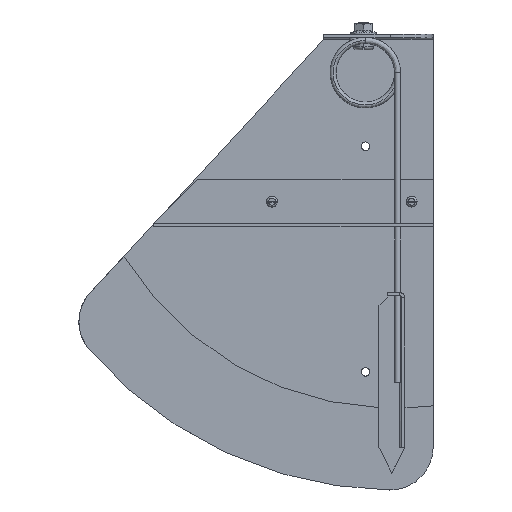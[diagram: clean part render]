
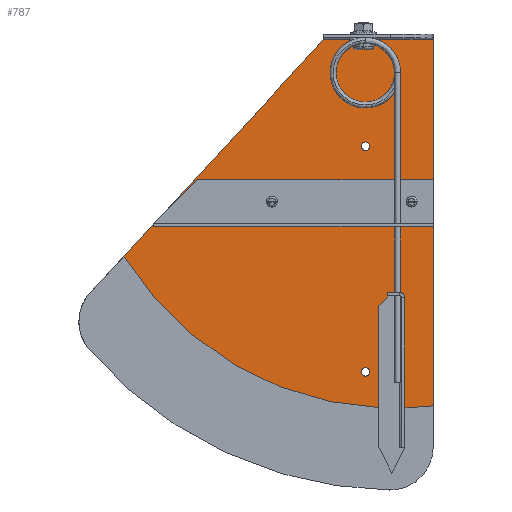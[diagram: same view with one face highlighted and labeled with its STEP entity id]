
A CAD part, top view. The second image highlights one B-rep face of the part: STEP entity #787.
In plain terms, the highlighted free-form (B-spline) face has degree [1, 1] with [2, 2] control points.
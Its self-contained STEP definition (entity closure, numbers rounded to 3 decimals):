
#24 = VERTEX_POINT('',#25);
#25 = CARTESIAN_POINT('',(103.18,47.717,
    129.087));
#30 = EDGE_CURVE('',#31,#24,#33,.T.);
#31 = VERTEX_POINT('',#32);
#32 = CARTESIAN_POINT('',(99.837,47.717,
    129.087));
#33 = ( BOUNDED_CURVE() B_SPLINE_CURVE(2,(#34,#35,#36,#37,#38),
.UNSPECIFIED.,.F.,.F.) B_SPLINE_CURVE_WITH_KNOTS((3,2,3),(3.142,
4.712,6.283),.PIECEWISE_BEZIER_KNOTS.) CURVE() 
GEOMETRIC_REPRESENTATION_ITEM() RATIONAL_B_SPLINE_CURVE((1.,
0.707,1.,0.707,1.)) REPRESENTATION_ITEM('') );
#34 = CARTESIAN_POINT('',(99.837,47.717,
    129.087));
#35 = CARTESIAN_POINT('',(99.837,46.045,
    129.087));
#36 = CARTESIAN_POINT('',(101.509,46.045,
    129.087));
#37 = CARTESIAN_POINT('',(103.18,46.045,
    129.087));
#38 = CARTESIAN_POINT('',(103.18,47.717,
    129.087));
#72 = VERTEX_POINT('',#73);
#73 = CARTESIAN_POINT('',(103.18,135.493,
    129.087));
#78 = EDGE_CURVE('',#79,#72,#81,.T.);
#79 = VERTEX_POINT('',#80);
#80 = CARTESIAN_POINT('',(99.837,135.493,
    129.087));
#81 = ( BOUNDED_CURVE() B_SPLINE_CURVE(2,(#82,#83,#84,#85,#86),
.UNSPECIFIED.,.F.,.F.) B_SPLINE_CURVE_WITH_KNOTS((3,2,3),(3.142,
4.712,6.283),.PIECEWISE_BEZIER_KNOTS.) CURVE() 
GEOMETRIC_REPRESENTATION_ITEM() RATIONAL_B_SPLINE_CURVE((1.,
0.707,1.,0.707,1.)) REPRESENTATION_ITEM('') );
#82 = CARTESIAN_POINT('',(99.837,135.493,
    129.087));
#83 = CARTESIAN_POINT('',(99.837,133.821,
    129.087));
#84 = CARTESIAN_POINT('',(101.509,133.821,
    129.087));
#85 = CARTESIAN_POINT('',(103.18,133.821,
    129.087));
#86 = CARTESIAN_POINT('',(103.18,135.493,
    129.087));
#626 = VERTEX_POINT('',#627);
#627 = CARTESIAN_POINT('',(110.836,1.767,
    129.087));
#641 = VERTEX_POINT('',#642);
#642 = CARTESIAN_POINT('',(127.814,18.484,
    129.087));
#647 = EDGE_CURVE('',#626,#641,#648,.T.);
#648 = ( BOUNDED_CURVE() B_SPLINE_CURVE(2,(#649,#650,#651),
.UNSPECIFIED.,.F.,.F.) B_SPLINE_CURVE_WITH_KNOTS((3,3),(4.697,
6.283),.PIECEWISE_BEZIER_KNOTS.) CURVE() 
GEOMETRIC_REPRESENTATION_ITEM() RATIONAL_B_SPLINE_CURVE((1.,
0.702,1.)) REPRESENTATION_ITEM('') );
#649 = CARTESIAN_POINT('',(110.836,1.767,
    129.087));
#650 = CARTESIAN_POINT('',(127.814,1.504,
    129.087));
#651 = CARTESIAN_POINT('',(127.814,18.484,
    129.087));
#666 = VERTEX_POINT('',#667);
#667 = CARTESIAN_POINT('',(-5.93,56.34,
    129.087));
#679 = EDGE_CURVE('',#666,#626,#680,.T.);
#680 = ( BOUNDED_CURVE() B_SPLINE_CURVE(2,(#681,#682,#683),
.UNSPECIFIED.,.F.,.F.) B_SPLINE_CURVE_WITH_KNOTS((3,3),(3.853,
4.697),.PIECEWISE_BEZIER_KNOTS.) CURVE() 
GEOMETRIC_REPRESENTATION_ITEM() RATIONAL_B_SPLINE_CURVE((1.,
0.912,1.)) REPRESENTATION_ITEM('') );
#681 = CARTESIAN_POINT('',(-5.93,56.34,
    129.087));
#682 = CARTESIAN_POINT('',(40.211,2.86,
    129.087));
#683 = CARTESIAN_POINT('',(110.836,1.767,
    129.087));
#698 = VERTEX_POINT('',#699);
#699 = CARTESIAN_POINT('',(-5.555,78.604,
    129.087));
#711 = EDGE_CURVE('',#698,#666,#712,.T.);
#712 = ( BOUNDED_CURVE() B_SPLINE_CURVE(2,(#713,#714,#715),
.UNSPECIFIED.,.F.,.F.) B_SPLINE_CURVE_WITH_KNOTS((3,3),(5.538,
6.995),.PIECEWISE_BEZIER_KNOTS.) CURVE() 
GEOMETRIC_REPRESENTATION_ITEM() RATIONAL_B_SPLINE_CURVE((1.,
0.746,1.)) REPRESENTATION_ITEM('') );
#713 = CARTESIAN_POINT('',(-5.555,78.604,
    129.087));
#714 = CARTESIAN_POINT('',(-15.679,67.639,
    129.087));
#715 = CARTESIAN_POINT('',(-5.93,56.34,
    129.087));
#727 = EDGE_CURVE('',#72,#79,#728,.T.);
#728 = ( BOUNDED_CURVE() B_SPLINE_CURVE(2,(#729,#730,#731,#732,#733),
.UNSPECIFIED.,.F.,.F.) B_SPLINE_CURVE_WITH_KNOTS((3,2,3),(0.,
1.571,3.142),.PIECEWISE_BEZIER_KNOTS.) CURVE() 
GEOMETRIC_REPRESENTATION_ITEM() RATIONAL_B_SPLINE_CURVE((1.,
0.707,1.,0.707,1.)) REPRESENTATION_ITEM('') );
#729 = CARTESIAN_POINT('',(103.18,135.493,
    129.087));
#730 = CARTESIAN_POINT('',(103.18,137.165,
    129.087));
#731 = CARTESIAN_POINT('',(101.509,137.165,
    129.087));
#732 = CARTESIAN_POINT('',(99.837,137.165,
    129.087));
#733 = CARTESIAN_POINT('',(99.837,135.493,
    129.087));
#759 = EDGE_CURVE('',#24,#31,#760,.T.);
#760 = ( BOUNDED_CURVE() B_SPLINE_CURVE(2,(#761,#762,#763,#764,#765),
.UNSPECIFIED.,.F.,.F.) B_SPLINE_CURVE_WITH_KNOTS((3,2,3),(0.,
1.571,3.142),.PIECEWISE_BEZIER_KNOTS.) CURVE() 
GEOMETRIC_REPRESENTATION_ITEM() RATIONAL_B_SPLINE_CURVE((1.,
0.707,1.,0.707,1.)) REPRESENTATION_ITEM('') );
#761 = CARTESIAN_POINT('',(103.18,47.717,
    129.087));
#762 = CARTESIAN_POINT('',(103.18,49.389,
    129.087));
#763 = CARTESIAN_POINT('',(101.509,49.389,
    129.087));
#764 = CARTESIAN_POINT('',(99.837,49.389,
    129.087));
#765 = CARTESIAN_POINT('',(99.837,47.717,
    129.087));
#787 = ADVANCED_FACE('',(#788,#792,#796),#820,.T.);
#788 = FACE_BOUND('',#789,.T.);
#789 = EDGE_LOOP('',(#790,#791));
#790 = ORIENTED_EDGE('',*,*,#759,.F.);
#791 = ORIENTED_EDGE('',*,*,#30,.F.);
#792 = FACE_BOUND('',#793,.T.);
#793 = EDGE_LOOP('',(#794,#795));
#794 = ORIENTED_EDGE('',*,*,#727,.F.);
#795 = ORIENTED_EDGE('',*,*,#78,.F.);
#796 = FACE_BOUND('',#797,.T.);
#797 = EDGE_LOOP('',(#798,#805,#812,#817,#818,#819));
#798 = ORIENTED_EDGE('',*,*,#799,.T.);
#799 = EDGE_CURVE('',#641,#800,#802,.T.);
#800 = VERTEX_POINT('',#801);
#801 = CARTESIAN_POINT('',(127.814,176.873,
    129.087));
#802 = B_SPLINE_CURVE_WITH_KNOTS('',1,(#803,#804),.UNSPECIFIED.,.F.,.F.,
  (2,2),(-189.468,0.),.PIECEWISE_BEZIER_KNOTS.);
#803 = CARTESIAN_POINT('',(127.814,18.484,
    129.087));
#804 = CARTESIAN_POINT('',(127.814,176.873,
    129.087));
#805 = ORIENTED_EDGE('',*,*,#806,.T.);
#806 = EDGE_CURVE('',#800,#807,#809,.T.);
#807 = VERTEX_POINT('',#808);
#808 = CARTESIAN_POINT('',(85.18,176.873,
    129.087));
#809 = B_SPLINE_CURVE_WITH_KNOTS('',1,(#810,#811),.UNSPECIFIED.,.F.,.F.,
  (2,2),(-20.,31.),.PIECEWISE_BEZIER_KNOTS.);
#810 = CARTESIAN_POINT('',(127.814,176.873,
    129.087));
#811 = CARTESIAN_POINT('',(85.18,176.873,
    129.087));
#812 = ORIENTED_EDGE('',*,*,#813,.T.);
#813 = EDGE_CURVE('',#807,#698,#814,.T.);
#814 = B_SPLINE_CURVE_WITH_KNOTS('',1,(#815,#816),.UNSPECIFIED.,.F.,.F.,
  (2,2),(0.,159.998),.PIECEWISE_BEZIER_KNOTS.);
#815 = CARTESIAN_POINT('',(85.18,176.873,
    129.087));
#816 = CARTESIAN_POINT('',(-5.555,78.604,
    129.087));
#817 = ORIENTED_EDGE('',*,*,#711,.T.);
#818 = ORIENTED_EDGE('',*,*,#679,.T.);
#819 = ORIENTED_EDGE('',*,*,#647,.T.);
#820 = B_SPLINE_SURFACE_WITH_KNOTS('',1,1,(
    (#821,#822)
    ,(#823,#824
    )),.UNSPECIFIED.,.F.,.F.,.F.,(2,2),(2,2),(-144.845,20.),(-20.
    ,189.468),.PIECEWISE_BEZIER_KNOTS.);
#821 = CARTESIAN_POINT('',(-9.991,1.765,129.087
    ));
#822 = CARTESIAN_POINT('',(-9.991,176.873,
    129.087));
#823 = CARTESIAN_POINT('',(127.814,1.765,129.087
    ));
#824 = CARTESIAN_POINT('',(127.814,176.873,
    129.087));
